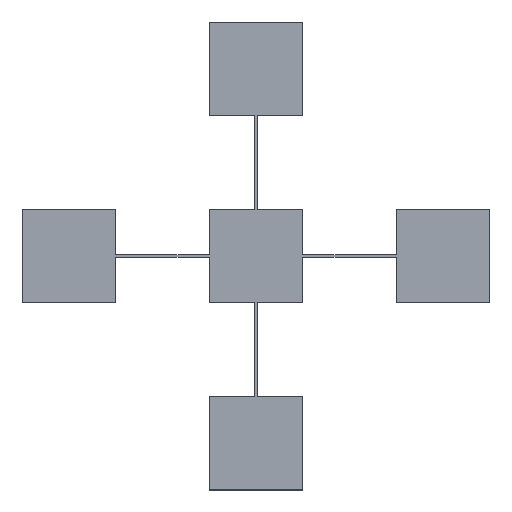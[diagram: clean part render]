
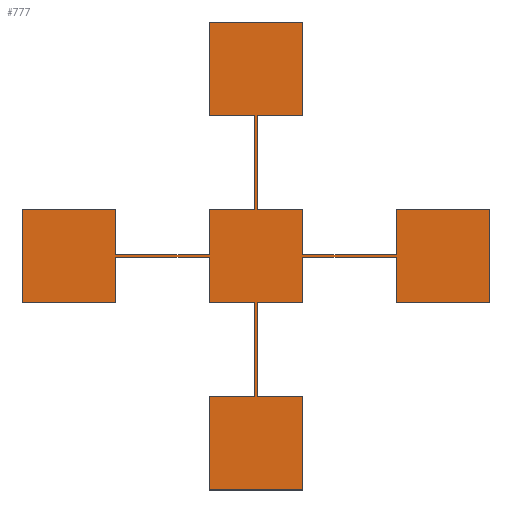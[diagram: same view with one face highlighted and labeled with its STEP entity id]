
A CAD part, top view. The second image highlights one B-rep face of the part: STEP entity #777.
In plain terms, the highlighted planar face has unit normal (0, 0, 1).
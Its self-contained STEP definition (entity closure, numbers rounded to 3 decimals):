
#51=FACE_OUTER_BOUND('',#89,.T.);
#89=EDGE_LOOP('',(#631,#632,#633,#634,#635,#636,#637,#638,#639,#640,#641,
#642,#643,#644,#645,#646,#647,#648,#649,#650,#651,#652,#653,#654,#655,#656,
#657,#658,#659,#660,#661,#662,#663,#664,#665,#666));
#93=LINE('',#1025,#201);
#96=LINE('',#1031,#204);
#99=LINE('',#1037,#207);
#102=LINE('',#1043,#210);
#105=LINE('',#1049,#213);
#108=LINE('',#1055,#216);
#111=LINE('',#1061,#219);
#114=LINE('',#1067,#222);
#117=LINE('',#1073,#225);
#120=LINE('',#1079,#228);
#123=LINE('',#1085,#231);
#126=LINE('',#1091,#234);
#129=LINE('',#1097,#237);
#132=LINE('',#1103,#240);
#135=LINE('',#1109,#243);
#138=LINE('',#1115,#246);
#141=LINE('',#1121,#249);
#144=LINE('',#1127,#252);
#147=LINE('',#1133,#255);
#150=LINE('',#1139,#258);
#153=LINE('',#1145,#261);
#156=LINE('',#1151,#264);
#159=LINE('',#1157,#267);
#162=LINE('',#1163,#270);
#165=LINE('',#1169,#273);
#168=LINE('',#1175,#276);
#171=LINE('',#1181,#279);
#174=LINE('',#1187,#282);
#177=LINE('',#1193,#285);
#180=LINE('',#1199,#288);
#183=LINE('',#1205,#291);
#186=LINE('',#1211,#294);
#189=LINE('',#1217,#297);
#192=LINE('',#1223,#300);
#195=LINE('',#1229,#303);
#198=LINE('',#1233,#306);
#201=VECTOR('',#837,10.);
#204=VECTOR('',#842,10.);
#207=VECTOR('',#847,10.);
#210=VECTOR('',#852,10.);
#213=VECTOR('',#857,10.);
#216=VECTOR('',#862,10.);
#219=VECTOR('',#867,10.);
#222=VECTOR('',#872,10.);
#225=VECTOR('',#877,10.);
#228=VECTOR('',#882,10.);
#231=VECTOR('',#887,10.);
#234=VECTOR('',#892,10.);
#237=VECTOR('',#897,10.);
#240=VECTOR('',#902,10.);
#243=VECTOR('',#907,10.);
#246=VECTOR('',#912,10.);
#249=VECTOR('',#917,10.);
#252=VECTOR('',#922,10.);
#255=VECTOR('',#927,10.);
#258=VECTOR('',#932,10.);
#261=VECTOR('',#937,10.);
#264=VECTOR('',#942,10.);
#267=VECTOR('',#947,10.);
#270=VECTOR('',#952,10.);
#273=VECTOR('',#957,10.);
#276=VECTOR('',#962,10.);
#279=VECTOR('',#967,10.);
#282=VECTOR('',#972,10.);
#285=VECTOR('',#977,10.);
#288=VECTOR('',#982,10.);
#291=VECTOR('',#987,10.);
#294=VECTOR('',#992,10.);
#297=VECTOR('',#997,10.);
#300=VECTOR('',#1002,10.);
#303=VECTOR('',#1007,10.);
#306=VECTOR('',#1012,10.);
#309=VERTEX_POINT('',#1022);
#310=VERTEX_POINT('',#1024);
#312=VERTEX_POINT('',#1030);
#314=VERTEX_POINT('',#1036);
#316=VERTEX_POINT('',#1042);
#318=VERTEX_POINT('',#1048);
#320=VERTEX_POINT('',#1054);
#322=VERTEX_POINT('',#1060);
#324=VERTEX_POINT('',#1066);
#326=VERTEX_POINT('',#1072);
#328=VERTEX_POINT('',#1078);
#330=VERTEX_POINT('',#1084);
#332=VERTEX_POINT('',#1090);
#334=VERTEX_POINT('',#1096);
#336=VERTEX_POINT('',#1102);
#338=VERTEX_POINT('',#1108);
#340=VERTEX_POINT('',#1114);
#342=VERTEX_POINT('',#1120);
#344=VERTEX_POINT('',#1126);
#346=VERTEX_POINT('',#1132);
#348=VERTEX_POINT('',#1138);
#350=VERTEX_POINT('',#1144);
#352=VERTEX_POINT('',#1150);
#354=VERTEX_POINT('',#1156);
#356=VERTEX_POINT('',#1162);
#358=VERTEX_POINT('',#1168);
#360=VERTEX_POINT('',#1174);
#362=VERTEX_POINT('',#1180);
#364=VERTEX_POINT('',#1186);
#366=VERTEX_POINT('',#1192);
#368=VERTEX_POINT('',#1198);
#370=VERTEX_POINT('',#1204);
#372=VERTEX_POINT('',#1210);
#374=VERTEX_POINT('',#1216);
#376=VERTEX_POINT('',#1222);
#378=VERTEX_POINT('',#1228);
#381=EDGE_CURVE('',#310,#309,#93,.T.);
#384=EDGE_CURVE('',#312,#310,#96,.T.);
#387=EDGE_CURVE('',#314,#312,#99,.T.);
#390=EDGE_CURVE('',#316,#314,#102,.T.);
#393=EDGE_CURVE('',#318,#316,#105,.T.);
#396=EDGE_CURVE('',#320,#318,#108,.T.);
#399=EDGE_CURVE('',#322,#320,#111,.T.);
#402=EDGE_CURVE('',#324,#322,#114,.T.);
#405=EDGE_CURVE('',#326,#324,#117,.T.);
#408=EDGE_CURVE('',#328,#326,#120,.T.);
#411=EDGE_CURVE('',#330,#328,#123,.T.);
#414=EDGE_CURVE('',#332,#330,#126,.T.);
#417=EDGE_CURVE('',#334,#332,#129,.T.);
#420=EDGE_CURVE('',#336,#334,#132,.T.);
#423=EDGE_CURVE('',#338,#336,#135,.T.);
#426=EDGE_CURVE('',#340,#338,#138,.T.);
#429=EDGE_CURVE('',#342,#340,#141,.T.);
#432=EDGE_CURVE('',#344,#342,#144,.T.);
#435=EDGE_CURVE('',#346,#344,#147,.T.);
#438=EDGE_CURVE('',#348,#346,#150,.T.);
#441=EDGE_CURVE('',#350,#348,#153,.T.);
#444=EDGE_CURVE('',#352,#350,#156,.T.);
#447=EDGE_CURVE('',#354,#352,#159,.T.);
#450=EDGE_CURVE('',#356,#354,#162,.T.);
#453=EDGE_CURVE('',#358,#356,#165,.T.);
#456=EDGE_CURVE('',#360,#358,#168,.T.);
#459=EDGE_CURVE('',#362,#360,#171,.T.);
#462=EDGE_CURVE('',#364,#362,#174,.T.);
#465=EDGE_CURVE('',#366,#364,#177,.T.);
#468=EDGE_CURVE('',#368,#366,#180,.T.);
#471=EDGE_CURVE('',#370,#368,#183,.T.);
#474=EDGE_CURVE('',#372,#370,#186,.T.);
#477=EDGE_CURVE('',#374,#372,#189,.T.);
#480=EDGE_CURVE('',#376,#374,#192,.T.);
#483=EDGE_CURVE('',#378,#376,#195,.T.);
#486=EDGE_CURVE('',#309,#378,#198,.T.);
#631=ORIENTED_EDGE('',*,*,#486,.T.);
#632=ORIENTED_EDGE('',*,*,#483,.T.);
#633=ORIENTED_EDGE('',*,*,#480,.T.);
#634=ORIENTED_EDGE('',*,*,#477,.T.);
#635=ORIENTED_EDGE('',*,*,#474,.T.);
#636=ORIENTED_EDGE('',*,*,#471,.T.);
#637=ORIENTED_EDGE('',*,*,#468,.T.);
#638=ORIENTED_EDGE('',*,*,#465,.T.);
#639=ORIENTED_EDGE('',*,*,#462,.T.);
#640=ORIENTED_EDGE('',*,*,#459,.T.);
#641=ORIENTED_EDGE('',*,*,#456,.T.);
#642=ORIENTED_EDGE('',*,*,#453,.T.);
#643=ORIENTED_EDGE('',*,*,#450,.T.);
#644=ORIENTED_EDGE('',*,*,#447,.T.);
#645=ORIENTED_EDGE('',*,*,#444,.T.);
#646=ORIENTED_EDGE('',*,*,#441,.T.);
#647=ORIENTED_EDGE('',*,*,#438,.T.);
#648=ORIENTED_EDGE('',*,*,#435,.T.);
#649=ORIENTED_EDGE('',*,*,#432,.T.);
#650=ORIENTED_EDGE('',*,*,#429,.T.);
#651=ORIENTED_EDGE('',*,*,#426,.T.);
#652=ORIENTED_EDGE('',*,*,#423,.T.);
#653=ORIENTED_EDGE('',*,*,#420,.T.);
#654=ORIENTED_EDGE('',*,*,#417,.T.);
#655=ORIENTED_EDGE('',*,*,#414,.T.);
#656=ORIENTED_EDGE('',*,*,#411,.T.);
#657=ORIENTED_EDGE('',*,*,#408,.T.);
#658=ORIENTED_EDGE('',*,*,#405,.T.);
#659=ORIENTED_EDGE('',*,*,#402,.T.);
#660=ORIENTED_EDGE('',*,*,#399,.T.);
#661=ORIENTED_EDGE('',*,*,#396,.T.);
#662=ORIENTED_EDGE('',*,*,#393,.T.);
#663=ORIENTED_EDGE('',*,*,#390,.T.);
#664=ORIENTED_EDGE('',*,*,#387,.T.);
#665=ORIENTED_EDGE('',*,*,#384,.T.);
#666=ORIENTED_EDGE('',*,*,#381,.T.);
#739=PLANE('',#829);
#777=ADVANCED_FACE('',(#51),#739,.T.);
#829=AXIS2_PLACEMENT_3D('',#1234,#1013,#1014);
#837=DIRECTION('',(1.,0.,0.));
#842=DIRECTION('',(0.,1.,0.));
#847=DIRECTION('',(1.,0.,0.));
#852=DIRECTION('',(0.,1.,0.));
#857=DIRECTION('',(-1.,0.,0.));
#862=DIRECTION('',(0.,1.,0.));
#867=DIRECTION('',(1.,0.,0.));
#872=DIRECTION('',(0.,-1.,0.));
#877=DIRECTION('',(-1.,0.,0.));
#882=DIRECTION('',(0.,-1.,0.));
#887=DIRECTION('',(1.,0.,0.));
#892=DIRECTION('',(0.,-1.,0.));
#897=DIRECTION('',(1.,0.,0.));
#902=DIRECTION('',(0.,1.,0.));
#907=DIRECTION('',(1.,0.,0.));
#912=DIRECTION('',(0.,-1.,0.));
#917=DIRECTION('',(-1.,0.,0.));
#922=DIRECTION('',(0.,1.,0.));
#927=DIRECTION('',(-1.,0.,0.));
#932=DIRECTION('',(0.,-1.,0.));
#937=DIRECTION('',(-1.,0.,0.));
#942=DIRECTION('',(0.,-1.,0.));
#947=DIRECTION('',(1.,0.,0.));
#952=DIRECTION('',(0.,-1.,0.));
#957=DIRECTION('',(-1.,0.,0.));
#962=DIRECTION('',(0.,1.,0.));
#967=DIRECTION('',(1.,0.,0.));
#972=DIRECTION('',(0.,1.,0.));
#977=DIRECTION('',(-1.,0.,0.));
#982=DIRECTION('',(0.,1.,0.));
#987=DIRECTION('',(-1.,0.,0.));
#992=DIRECTION('',(0.,-1.,0.));
#997=DIRECTION('',(-1.,0.,0.));
#1002=DIRECTION('',(0.,1.,0.));
#1007=DIRECTION('',(1.,0.,0.));
#1012=DIRECTION('',(0.,-1.,0.));
#1013=DIRECTION('center_axis',(0.,0.,1.));
#1014=DIRECTION('ref_axis',(1.,0.,0.));
#1022=CARTESIAN_POINT('',(60.,-0.5,0.2));
#1024=CARTESIAN_POINT('',(20.,-0.5,0.2));
#1025=CARTESIAN_POINT('',(60.,-0.5,0.2));
#1030=CARTESIAN_POINT('',(20.,-20.,0.2));
#1031=CARTESIAN_POINT('',(20.,20.,0.2));
#1036=CARTESIAN_POINT('',(0.5,-20.,0.2));
#1037=CARTESIAN_POINT('',(20.,-20.,0.2));
#1042=CARTESIAN_POINT('',(0.5,-60.,0.2));
#1043=CARTESIAN_POINT('',(0.5,-20.,0.2));
#1048=CARTESIAN_POINT('',(20.,-60.,0.2));
#1049=CARTESIAN_POINT('',(20.,-60.,0.2));
#1054=CARTESIAN_POINT('',(20.,-100.,0.2));
#1055=CARTESIAN_POINT('',(20.,-100.,0.2));
#1060=CARTESIAN_POINT('',(-20.,-100.,0.2));
#1061=CARTESIAN_POINT('',(-20.,-100.,0.2));
#1066=CARTESIAN_POINT('',(-20.,-60.,0.2));
#1067=CARTESIAN_POINT('',(-20.,-60.,0.2));
#1072=CARTESIAN_POINT('',(-0.5,-60.,0.2));
#1073=CARTESIAN_POINT('',(20.,-60.,0.2));
#1078=CARTESIAN_POINT('',(-0.5,-20.,0.2));
#1079=CARTESIAN_POINT('',(-0.5,-60.,0.2));
#1084=CARTESIAN_POINT('',(-20.,-20.,0.2));
#1085=CARTESIAN_POINT('',(20.,-20.,0.2));
#1090=CARTESIAN_POINT('',(-20.,-0.5,0.2));
#1091=CARTESIAN_POINT('',(-20.,-20.,0.2));
#1096=CARTESIAN_POINT('',(-60.,-0.5,0.2));
#1097=CARTESIAN_POINT('',(-20.,-0.5,0.2));
#1102=CARTESIAN_POINT('',(-60.,-20.,0.2));
#1103=CARTESIAN_POINT('',(-60.,20.,0.2));
#1108=CARTESIAN_POINT('',(-100.,-20.,0.2));
#1109=CARTESIAN_POINT('',(-60.,-20.,0.2));
#1114=CARTESIAN_POINT('',(-100.,20.,0.2));
#1115=CARTESIAN_POINT('',(-100.,-20.,0.2));
#1120=CARTESIAN_POINT('',(-60.,20.,0.2));
#1121=CARTESIAN_POINT('',(-100.,20.,0.2));
#1126=CARTESIAN_POINT('',(-60.,0.5,0.2));
#1127=CARTESIAN_POINT('',(-60.,20.,0.2));
#1132=CARTESIAN_POINT('',(-20.,0.5,0.2));
#1133=CARTESIAN_POINT('',(-60.,0.5,0.2));
#1138=CARTESIAN_POINT('',(-20.,20.,0.2));
#1139=CARTESIAN_POINT('',(-20.,-20.,0.2));
#1144=CARTESIAN_POINT('',(-0.5,20.,0.2));
#1145=CARTESIAN_POINT('',(-20.,20.,0.2));
#1150=CARTESIAN_POINT('',(-0.5,60.,0.2));
#1151=CARTESIAN_POINT('',(-0.5,20.,0.2));
#1156=CARTESIAN_POINT('',(-20.,60.,0.2));
#1157=CARTESIAN_POINT('',(20.,60.,0.2));
#1162=CARTESIAN_POINT('',(-20.,100.,0.2));
#1163=CARTESIAN_POINT('',(-20.,60.,0.2));
#1168=CARTESIAN_POINT('',(20.,100.,0.2));
#1169=CARTESIAN_POINT('',(-20.,100.,0.2));
#1174=CARTESIAN_POINT('',(20.,60.,0.2));
#1175=CARTESIAN_POINT('',(20.,100.,0.2));
#1180=CARTESIAN_POINT('',(0.5,60.,0.2));
#1181=CARTESIAN_POINT('',(20.,60.,0.2));
#1186=CARTESIAN_POINT('',(0.5,20.,0.2));
#1187=CARTESIAN_POINT('',(0.5,60.,0.2));
#1192=CARTESIAN_POINT('',(20.,20.,0.2));
#1193=CARTESIAN_POINT('',(-20.,20.,0.2));
#1198=CARTESIAN_POINT('',(20.,0.5,0.2));
#1199=CARTESIAN_POINT('',(20.,20.,0.2));
#1204=CARTESIAN_POINT('',(60.,0.5,0.2));
#1205=CARTESIAN_POINT('',(20.,0.5,0.2));
#1210=CARTESIAN_POINT('',(60.,20.,0.2));
#1211=CARTESIAN_POINT('',(60.,20.,0.2));
#1216=CARTESIAN_POINT('',(100.,20.,0.2));
#1217=CARTESIAN_POINT('',(100.,20.,0.2));
#1222=CARTESIAN_POINT('',(100.,-20.,0.2));
#1223=CARTESIAN_POINT('',(100.,-20.,0.2));
#1228=CARTESIAN_POINT('',(60.,-20.,0.2));
#1229=CARTESIAN_POINT('',(60.,-20.,0.2));
#1233=CARTESIAN_POINT('',(60.,20.,0.2));
#1234=CARTESIAN_POINT('Origin',(0.,0.,0.2));
